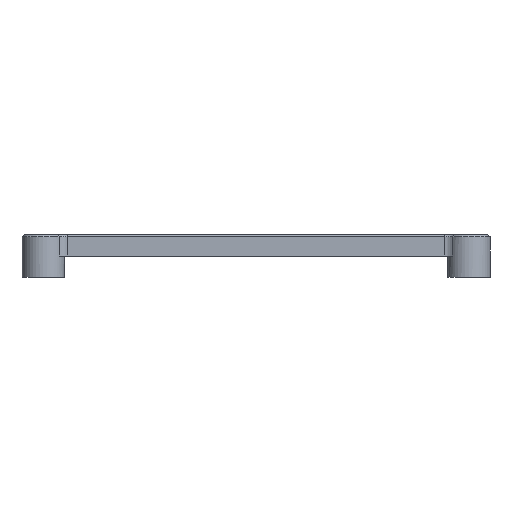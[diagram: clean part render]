
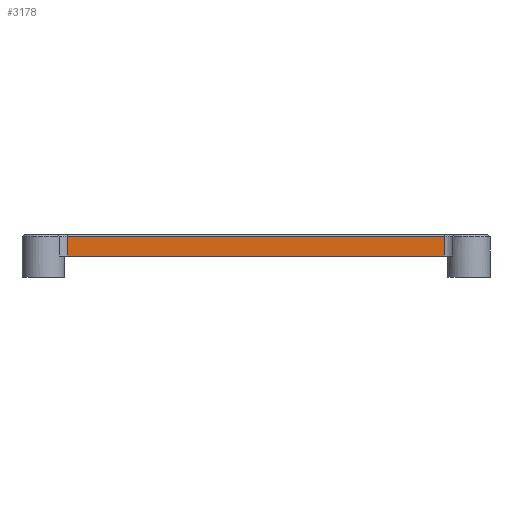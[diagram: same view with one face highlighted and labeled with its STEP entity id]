
A CAD part, front view. The second image highlights one B-rep face of the part: STEP entity #3178.
In plain terms, the highlighted planar face has unit normal (0, -1, 0).
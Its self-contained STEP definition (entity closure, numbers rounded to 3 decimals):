
#137=PLANE('',#3463);
#256=FACE_OUTER_BOUND('',#466,.T.);
#466=EDGE_LOOP('',(#2470,#2471,#2472,#2473));
#738=LINE('',#5116,#1032);
#746=LINE('',#5142,#1040);
#747=LINE('',#5146,#1041);
#748=LINE('',#5147,#1042);
#1032=VECTOR('',#4083,10.);
#1040=VECTOR('',#4113,10.);
#1041=VECTOR('',#4118,10.);
#1042=VECTOR('',#4119,10.);
#1526=VERTEX_POINT('',#5110);
#1527=VERTEX_POINT('',#5114);
#1534=VERTEX_POINT('',#5141);
#1535=VERTEX_POINT('',#5145);
#1865=EDGE_CURVE('',#1527,#1526,#738,.T.);
#1878=EDGE_CURVE('',#1526,#1534,#746,.T.);
#1880=EDGE_CURVE('',#1535,#1527,#747,.T.);
#1881=EDGE_CURVE('',#1534,#1535,#748,.T.);
#2470=ORIENTED_EDGE('',*,*,#1865,.F.);
#2471=ORIENTED_EDGE('',*,*,#1880,.F.);
#2472=ORIENTED_EDGE('',*,*,#1881,.F.);
#2473=ORIENTED_EDGE('',*,*,#1878,.F.);
#3178=ADVANCED_FACE('',(#256),#137,.T.);
#3463=AXIS2_PLACEMENT_3D('',#5144,#4116,#4117);
#4083=DIRECTION('',(1.,0.,0.));
#4113=DIRECTION('',(0.,0.,-1.));
#4116=DIRECTION('center_axis',(0.,-1.,0.));
#4117=DIRECTION('ref_axis',(-1.,0.,0.));
#4118=DIRECTION('',(0.,0.,1.));
#4119=DIRECTION('',(-1.,0.,0.));
#5110=CARTESIAN_POINT('',(172.626,50.5,-54.596));
#5114=CARTESIAN_POINT('',(101.57,50.5,-54.596));
#5116=CARTESIAN_POINT('',(171.866,50.5,-54.596));
#5141=CARTESIAN_POINT('',(172.626,50.5,-58.196));
#5142=CARTESIAN_POINT('',(172.626,50.5,-54.196));
#5144=CARTESIAN_POINT('Origin',(173.634,50.5,-54.196));
#5145=CARTESIAN_POINT('',(101.57,50.5,-58.196));
#5146=CARTESIAN_POINT('',(101.57,50.5,-54.196));
#5147=CARTESIAN_POINT('',(95.098,50.5,-58.196));
